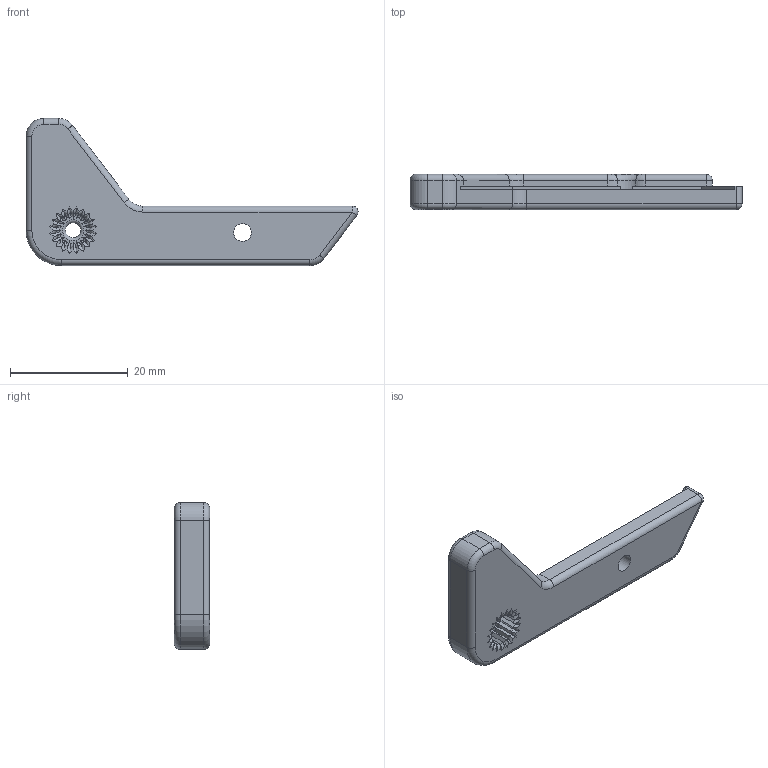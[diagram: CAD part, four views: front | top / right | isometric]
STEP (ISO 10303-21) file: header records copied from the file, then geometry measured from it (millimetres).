
FILE_DESCRIPTION(/* description */ (''),/* implementation_level */ '2;1');
FILE_NAME(/* name */ 'blade-holder.step',/* time_stamp */ '2023-04-11T09:16:08+03:00',/* author */ (''),/* organization */ (''),/* preprocessor_version */ 'ST-DEVELOPER v19.2',/* originating_system */ 'Autodesk Translation Framework v12.4.0.73',/* authorisation */ '');
FILE_SCHEMA (('AUTOMOTIVE_DESIGN { 1 0 10303 214 3 1 1 }'));
Length unit declared in the file: millimetre
Products named in the file (1): blade-holder
Bounding box: 56.41 x 6 x 25 mm (x, y, z)
Volume: 3242.8 mm3; surface area: 2404.6 mm2
Topology: 1 solids, 1 shells, 191 faces, 449 edges, 260 vertices
Faces by surface type: cylinder 111, plane 62, torus 15, sphere 2, bspline 1
Full cylindrical faces by diameter (mm): 2.6 x1, 3 x1
Entity records: 5432 total; most frequent: DIRECTION 993, CARTESIAN_POINT 941, ORIENTED_EDGE 896, EDGE_CURVE 448, AXIS2_PLACEMENT_3D 354, LINE 285, VECTOR 285, VERTEX_POINT 260
